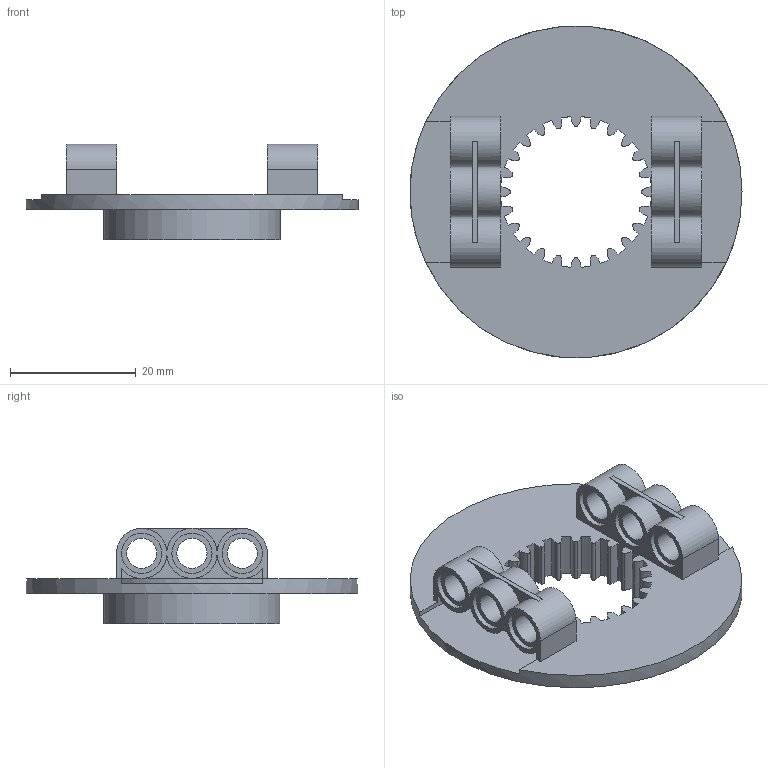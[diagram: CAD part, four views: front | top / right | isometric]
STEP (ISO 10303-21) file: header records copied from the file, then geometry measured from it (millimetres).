
FILE_DESCRIPTION(/* description */ (''),/* implementation_level */ '2;1');
FILE_NAME(/* name */ 'Turntable Type 2 Base.stp',/* time_stamp */ '2018-03-10T15:48:17+00:00',/* author */ ('herbi'),/* organization */ (''),/* preprocessor_version */ 'ST-DEVELOPER v16.13',/* originating_system */ 'Autodesk Inventor 2018',/* authorisation */ '');
FILE_SCHEMA (('AUTOMOTIVE_DESIGN { 1 0 10303 214 3 1 1 }'));
Length unit declared in the file: millimetre
Products named in the file (1): Turntable Type 2 Base
Bounding box: 52.8 x 52.75 x 15.2 mm (x, y, z)
Volume: 6565.8 mm3; surface area: 7449.6 mm2
Topology: 1 solids, 1 shells, 207 faces, 566 edges, 374 vertices
Faces by surface type: cylinder 134, plane 73
Full cylindrical faces by diameter (mm): 4.8 x6, 6.4 x12, 28 x1, 52.8 x1
Entity records: 6599 total; most frequent: DIRECTION 1250, CARTESIAN_POINT 1114, ORIENTED_EDGE 1078, EDGE_CURVE 539, AXIS2_PLACEMENT_3D 503, VERTEX_POINT 367, CIRCLE 295, EDGE_LOOP 254
